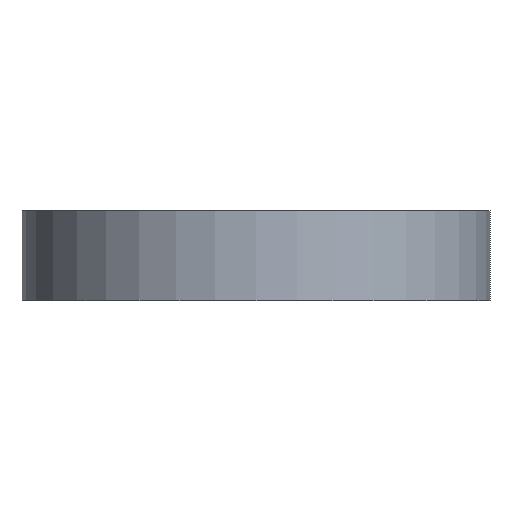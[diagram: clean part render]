
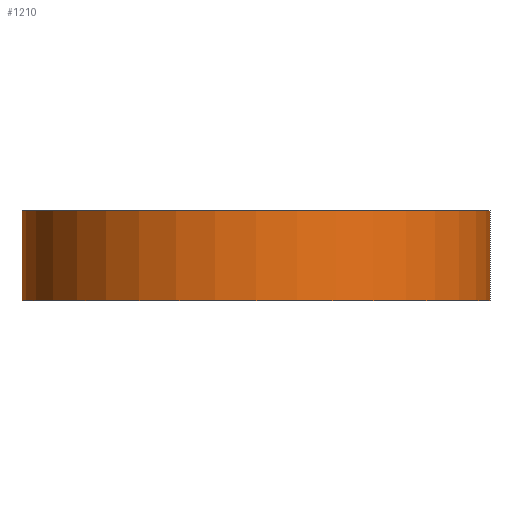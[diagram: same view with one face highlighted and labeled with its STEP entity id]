
A CAD part, front view. The second image highlights one B-rep face of the part: STEP entity #1210.
In plain terms, the highlighted cylindrical face has radius 4.128 mm (diameter 8.255 mm), a partial arc.
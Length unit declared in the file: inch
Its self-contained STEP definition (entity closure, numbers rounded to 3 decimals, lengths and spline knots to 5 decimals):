
#96 = AXIS2_PLACEMENT_3D ( 'NONE', #713, #1072, #322 ) ;
#107 = CARTESIAN_POINT ( 'NONE',  ( 0.1625, 0., 0.0625 ) ) ;
#112 = VECTOR ( 'NONE', #962, 39.37008 ) ;
#119 = EDGE_LOOP ( 'NONE', ( #1205, #579, #1492, #2072 ) ) ;
#134 = VERTEX_POINT ( 'NONE', #1434 ) ;
#206 = CARTESIAN_POINT ( 'NONE',  ( -0.1625, 0., 0. ) ) ;
#266 = LINE ( 'NONE', #107, #917 ) ;
#322 = DIRECTION ( 'NONE',  ( -1., 0., 0. ) ) ;
#378 = CARTESIAN_POINT ( 'NONE',  ( -0.1625, 0., 0.0625 ) ) ;
#395 = CIRCLE ( 'NONE', #1693, 0.1625 ) ;
#457 = DIRECTION ( 'NONE',  ( 0., 0., -1. ) ) ;
#493 = EDGE_CURVE ( 'NONE', #1567, #1027, #630, .T. ) ;
#579 = ORIENTED_EDGE ( 'NONE', *, *, #1286, .F. ) ;
#630 = LINE ( 'NONE', #378, #112 ) ;
#713 = CARTESIAN_POINT ( 'NONE',  ( 0., 0., 0.0625 ) ) ;
#724 = DIRECTION ( 'NONE',  ( 0., 0., 1. ) ) ;
#917 = VECTOR ( 'NONE', #457, 39.37008 ) ;
#962 = DIRECTION ( 'NONE',  ( 0., 0., -1. ) ) ;
#1027 = VERTEX_POINT ( 'NONE', #206 ) ;
#1072 = DIRECTION ( 'NONE',  ( 0., 0., -1. ) ) ;
#1091 = CIRCLE ( 'NONE', #1272, 0.1625 ) ;
#1205 = ORIENTED_EDGE ( 'NONE', *, *, #2116, .F. ) ;
#1210 = ADVANCED_FACE ( 'NONE', ( #1246 ), #2204, .T. ) ;
#1246 = FACE_OUTER_BOUND ( 'NONE', #119, .T. ) ;
#1272 = AXIS2_PLACEMENT_3D ( 'NONE', #2012, #1481, #1611 ) ;
#1286 = EDGE_CURVE ( 'NONE', #1567, #134, #395, .T. ) ;
#1345 = EDGE_CURVE ( 'NONE', #1027, #1613, #1091, .T. ) ;
#1434 = CARTESIAN_POINT ( 'NONE',  ( 0.1625, 0., 0.0625 ) ) ;
#1470 = DIRECTION ( 'NONE',  ( 1., 0., 0. ) ) ;
#1481 = DIRECTION ( 'NONE',  ( 0., 0., 1. ) ) ;
#1492 = ORIENTED_EDGE ( 'NONE', *, *, #493, .T. ) ;
#1567 = VERTEX_POINT ( 'NONE', #2315 ) ;
#1611 = DIRECTION ( 'NONE',  ( 1., 0., 0. ) ) ;
#1613 = VERTEX_POINT ( 'NONE', #2320 ) ;
#1693 = AXIS2_PLACEMENT_3D ( 'NONE', #2192, #724, #1470 ) ;
#2012 = CARTESIAN_POINT ( 'NONE',  ( 0., 0., 0. ) ) ;
#2072 = ORIENTED_EDGE ( 'NONE', *, *, #1345, .T. ) ;
#2116 = EDGE_CURVE ( 'NONE', #134, #1613, #266, .T. ) ;
#2192 = CARTESIAN_POINT ( 'NONE',  ( 0., 0., 0.0625 ) ) ;
#2204 = CYLINDRICAL_SURFACE ( 'NONE', #96, 0.1625 ) ;
#2315 = CARTESIAN_POINT ( 'NONE',  ( -0.1625, 0., 0.0625 ) ) ;
#2320 = CARTESIAN_POINT ( 'NONE',  ( 0.1625, 0., 0. ) ) ;
